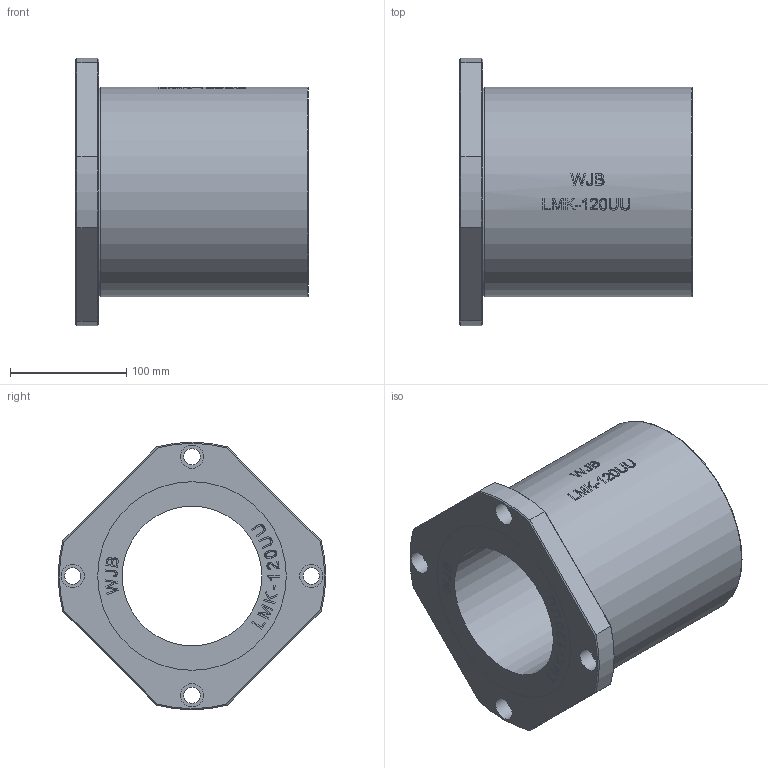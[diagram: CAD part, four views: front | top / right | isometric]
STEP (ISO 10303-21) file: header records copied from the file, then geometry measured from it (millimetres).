
FILE_DESCRIPTION(/* description */ (''),/* implementation_level */ '2;1');
FILE_NAME(/* name */ 'WJB-LMK-120UU.stp',/* time_stamp */ '2018-09-08T12:39:15+08:00',/* author */ (''),/* organization */ (''),/* preprocessor_version */ 'ST-DEVELOPER v11',/* originating_system */ 'SIEMENS UGS NX 6.0',/* authorisation */ '');
FILE_SCHEMA (('CONFIG_CONTROL_DESIGN'));
Length unit declared in the file: millimetre
Products named in the file (1): WJB-LMK-120UU
Bounding box: 200 x 230 x 230 mm (x, y, z)
Volume: 3032666 mm3; surface area: 245552.7 mm2
Topology: 1 solids, 1 shells, 368 faces, 944 edges, 630 vertices
Faces by surface type: plane 234, extrusion 93, cylinder 31, cone 8, torus 2
Full cylindrical faces by diameter (mm): 14 x4, 20 x4, 120 x1, 162 x2, 180 x1
Entity records: 13517 total; most frequent: CARTESIAN_POINT 5088, ORIENTED_EDGE 1840, DIRECTION 1357, EDGE_CURVE 920, VERTEX_POINT 620, VECTOR 573, LINE 480, EDGE_LOOP 444
